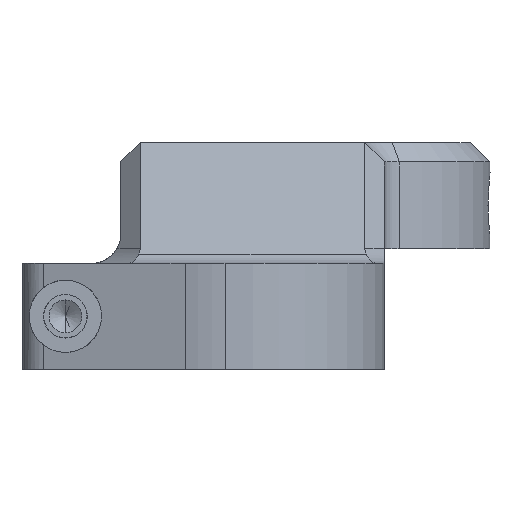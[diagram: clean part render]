
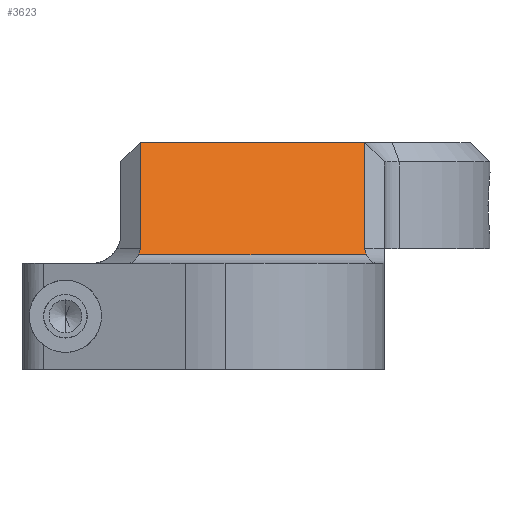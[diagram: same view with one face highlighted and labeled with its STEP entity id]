
A CAD part, left-side view. The second image highlights one B-rep face of the part: STEP entity #3623.
In plain terms, the highlighted planar face has unit normal (-0.707, 0, 0.707).
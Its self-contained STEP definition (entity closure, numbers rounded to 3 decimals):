
#31 = CARTESIAN_POINT ( 'NONE',  ( -47.5, -29.925, 47.5 ) ) ;
#71 = VERTEX_POINT ( 'NONE', #3566 ) ;
#89 = CARTESIAN_POINT ( 'NONE',  ( -48., 42.625, 47. ) ) ;
#148 = EDGE_CURVE ( 'NONE', #1169, #71, #1162, .T. ) ;
#209 = CARTESIAN_POINT ( 'NONE',  ( -47.5, 42.625, 47.5 ) ) ;
#219 =( BOUNDED_CURVE ( )  B_SPLINE_CURVE ( 3, ( #1945, #3051, #1037, #1343 ),
 .UNSPECIFIED., .F., .F. ) 
 B_SPLINE_CURVE_WITH_KNOTS ( ( 4, 4 ),
 ( 0.262, 0.524 ),
 .UNSPECIFIED. ) 
 CURVE ( )  GEOMETRIC_REPRESENTATION_ITEM ( )  RATIONAL_B_SPLINE_CURVE ( ( 1., 0.994, 0.994, 1. ) ) 
 REPRESENTATION_ITEM ( '' )  );
#304 = VECTOR ( 'NONE', #1784, 1000. ) ;
#342 = CARTESIAN_POINT ( 'NONE',  ( -48., 0., 47. ) ) ;
#391 = VECTOR ( 'NONE', #3319, 1000. ) ;
#465 = EDGE_CURVE ( 'NONE', #71, #2526, #1721, .T. ) ;
#522 = ORIENTED_EDGE ( 'NONE', *, *, #2063, .T. ) ;
#896 = ORIENTED_EDGE ( 'NONE', *, *, #3062, .F. ) ;
#953 = CARTESIAN_POINT ( 'NONE',  ( -71.243, -4.264, 23.757 ) ) ;
#1037 = CARTESIAN_POINT ( 'NONE',  ( -70.455, -3.975, 24.545 ) ) ;
#1067 = PLANE ( 'NONE',  #2568 ) ;
#1139 = EDGE_CURVE ( 'NONE', #2526, #3742, #3777, .T. ) ;
#1162 = LINE ( 'NONE', #209, #3243 ) ;
#1169 = VERTEX_POINT ( 'NONE', #89 ) ;
#1296 = ORIENTED_EDGE ( 'NONE', *, *, #2385, .T. ) ;
#1343 = CARTESIAN_POINT ( 'NONE',  ( -70., -3.975, 25. ) ) ;
#1596 = CARTESIAN_POINT ( 'NONE',  ( -70., -3.975, 25. ) ) ;
#1721 =( BOUNDED_CURVE ( )  B_SPLINE_CURVE ( 3, ( #4212, #2438, #2126, #2771 ),
 .UNSPECIFIED., .F., .T. ) 
 B_SPLINE_CURVE_WITH_KNOTS ( ( 4, 4 ),
 ( 5.76, 6.021 ),
 .UNSPECIFIED. ) 
 CURVE ( )  GEOMETRIC_REPRESENTATION_ITEM ( )  RATIONAL_B_SPLINE_CURVE ( ( 1., 0.994, 0.994, 1. ) ) 
 REPRESENTATION_ITEM ( '' )  );
#1741 = CARTESIAN_POINT ( 'NONE',  ( -71.243, -29.925, 23.757 ) ) ;
#1784 = DIRECTION ( 'NONE',  ( 0., -1., 0. ) ) ;
#1843 = ORIENTED_EDGE ( 'NONE', *, *, #465, .T. ) ;
#1945 = CARTESIAN_POINT ( 'NONE',  ( -71.243, -4.264, 23.757 ) ) ;
#1977 = CARTESIAN_POINT ( 'NONE',  ( -71.243, 42.914, 23.757 ) ) ;
#2063 = EDGE_CURVE ( 'NONE', #3742, #3023, #219, .T. ) ;
#2081 = DIRECTION ( 'NONE',  ( -0.707, 0., 0.707 ) ) ;
#2085 = ORIENTED_EDGE ( 'NONE', *, *, #1139, .T. ) ;
#2102 = DIRECTION ( 'NONE',  ( 0.707, 0., 0.707 ) ) ;
#2126 = CARTESIAN_POINT ( 'NONE',  ( -70.871, 42.722, 24.129 ) ) ;
#2229 = VERTEX_POINT ( 'NONE', #3163 ) ;
#2240 = ORIENTED_EDGE ( 'NONE', *, *, #148, .T. ) ;
#2385 = EDGE_CURVE ( 'NONE', #3023, #2229, #3303, .T. ) ;
#2438 = CARTESIAN_POINT ( 'NONE',  ( -70.455, 42.625, 24.545 ) ) ;
#2526 = VERTEX_POINT ( 'NONE', #1977 ) ;
#2568 = AXIS2_PLACEMENT_3D ( 'NONE', #31, #2081, #2102 ) ;
#2698 = VECTOR ( 'NONE', #3257, 1000. ) ;
#2716 = DIRECTION ( 'NONE',  ( -0.707, 0., -0.707 ) ) ;
#2771 = CARTESIAN_POINT ( 'NONE',  ( -71.243, 42.914, 23.757 ) ) ;
#2909 = EDGE_LOOP ( 'NONE', ( #2240, #1843, #2085, #522, #1296, #896 ) ) ;
#3023 = VERTEX_POINT ( 'NONE', #1596 ) ;
#3051 = CARTESIAN_POINT ( 'NONE',  ( -70.871, -4.072, 24.129 ) ) ;
#3062 = EDGE_CURVE ( 'NONE', #1169, #2229, #3360, .T. ) ;
#3129 = FACE_OUTER_BOUND ( 'NONE', #2909, .T. ) ;
#3163 = CARTESIAN_POINT ( 'NONE',  ( -48., -3.975, 47. ) ) ;
#3243 = VECTOR ( 'NONE', #2716, 1000. ) ;
#3257 = DIRECTION ( 'NONE',  ( 0.707, 0., 0.707 ) ) ;
#3280 = CARTESIAN_POINT ( 'NONE',  ( -48., -3.975, 47. ) ) ;
#3303 = LINE ( 'NONE', #3280, #2698 ) ;
#3319 = DIRECTION ( 'NONE',  ( 0., -1., 0. ) ) ;
#3360 = LINE ( 'NONE', #342, #391 ) ;
#3566 = CARTESIAN_POINT ( 'NONE',  ( -70., 42.625, 25. ) ) ;
#3623 = ADVANCED_FACE ( 'NONE', ( #3129 ), #1067, .T. ) ;
#3742 = VERTEX_POINT ( 'NONE', #953 ) ;
#3777 = LINE ( 'NONE', #1741, #304 ) ;
#4212 = CARTESIAN_POINT ( 'NONE',  ( -70., 42.625, 25. ) ) ;
